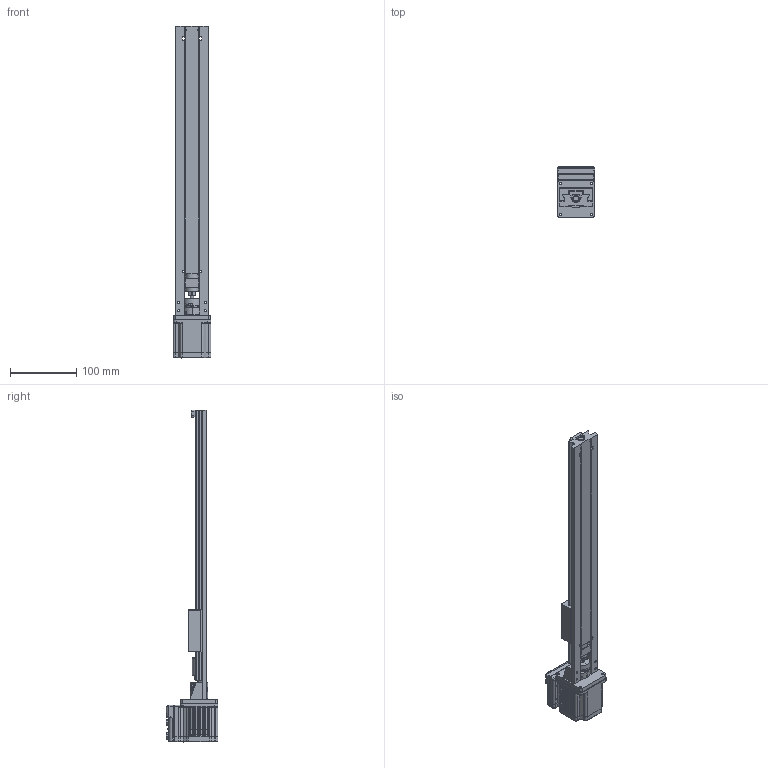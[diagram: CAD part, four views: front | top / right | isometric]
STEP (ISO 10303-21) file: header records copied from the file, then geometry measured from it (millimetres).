
FILE_DESCRIPTION (( 'STEP AP214' ), '1' );
FILE_NAME ('ST50EX30-3165.STEP', '2022-03-01T09:22:41', ( '' ), ( '' ), 'SwSTEP 2.0', 'SolidWorks 2020', '' );
FILE_SCHEMA (( 'AUTOMOTIVE_DESIGN' ));
Length unit declared in the file: millimetre
Products named in the file (1): ST50EX30-3165
Bounding box: 57.15 x 78.18 x 501.84 mm (x, y, z)
Surface area: 138722.8 mm2 (no closed solid volume)
Topology: 0 solids, 30 shells, 962 faces, 3091 edges, 2056 vertices
Faces by surface type: cylinder 432, plane 325, bspline 154, cone 47, torus 4
Full cylindrical faces by diameter (mm): 1.016 x5, 1.27 x15, 1.778 x4, 2.159 x4, 2.845 x2, 3.556 x4, 4.572 x4, 7.62 x1
Entity records: 62445 total; most frequent: CARTESIAN_POINT 28009, ORIENTED_EDGE 4952, DIRECTION 4209, EDGE_CURVE 2969, VERTEX_POINT 2029, AXIS2_PLACEMENT_3D 1473, LINE 1263, VECTOR 1263
